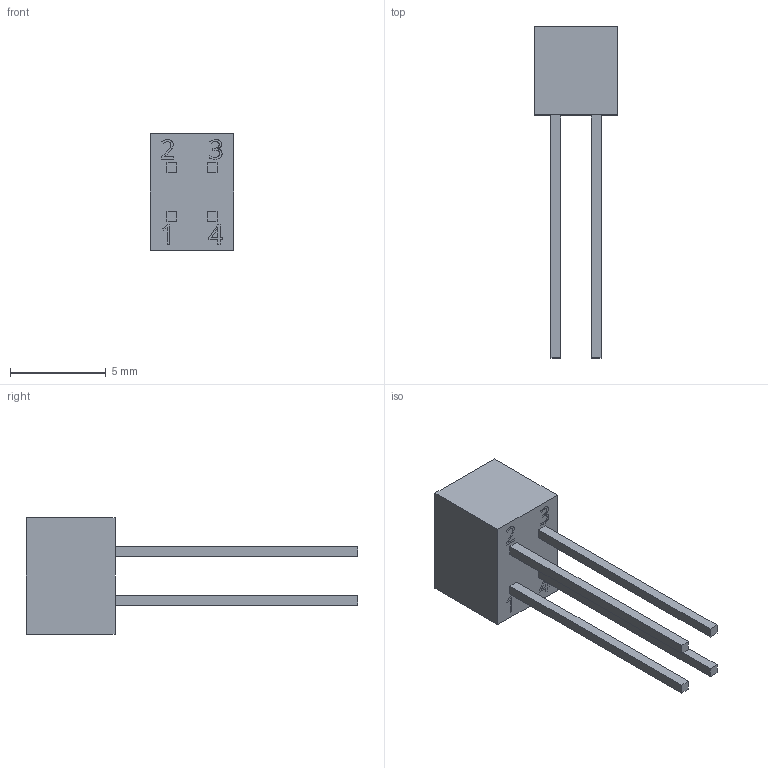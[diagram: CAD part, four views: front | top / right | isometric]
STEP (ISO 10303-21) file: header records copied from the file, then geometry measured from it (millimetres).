
FILE_DESCRIPTION (( 'STEP AP214' ), '1' );
FILE_NAME ('Fairchild_QRD1114.step', '2020-10-19T11:51:58+00:00', 'Stefan Hamminga', '', '', '', '');
FILE_SCHEMA (( 'AUTOMOTIVE_DESIGN' ));
Length unit declared in the file: millimetre
Products named in the file (1): Fairchild_QRD1114
Bounding box: 4.39 x 17.35 x 6.1 mm (x, y, z)
Volume: 137.7 mm3; surface area: 256.8 mm2
Topology: 5 solids, 5 shells, 38 faces, 130 edges, 110 vertices
Faces by surface type: plane 38
Entity records: 1877 total; most frequent: CARTESIAN_POINT 579, ORIENTED_EDGE 260, DIRECTION 186, EDGE_CURVE 130, VERTEX_POINT 110, VECTOR 108, LINE 108, EDGE_LOOP 46
